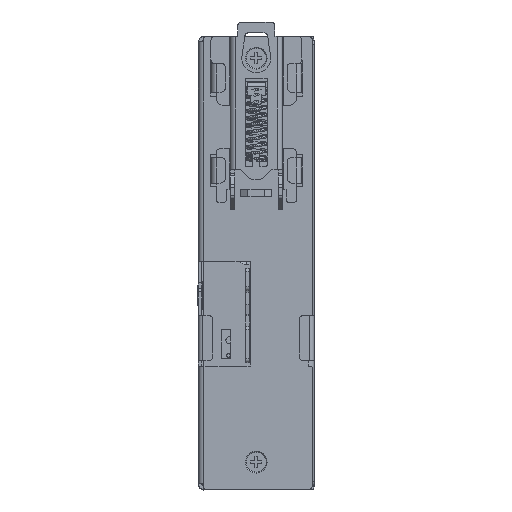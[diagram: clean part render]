
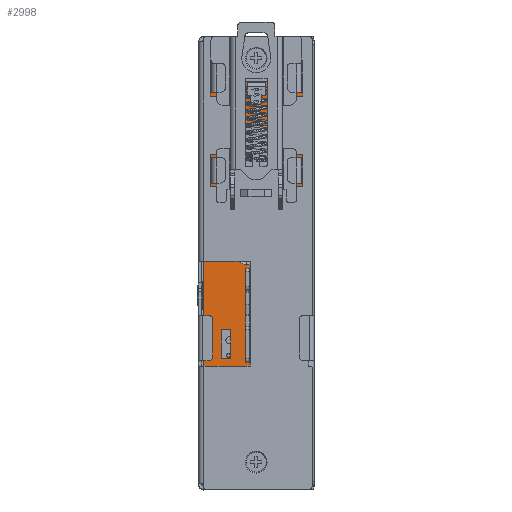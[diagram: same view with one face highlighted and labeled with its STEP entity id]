
A CAD part, top view. The second image highlights one B-rep face of the part: STEP entity #2998.
In plain terms, the highlighted face is planar.
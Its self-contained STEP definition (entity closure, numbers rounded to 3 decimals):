
#475=DIRECTION('',(0.,-1.,0.));
#476=VECTOR('',#475,120.8);
#477=CARTESIAN_POINT('',(-51.9,60.4,2.));
#478=LINE('',#477,#476);
#1189=DIRECTION('',(0.,-1.,0.));
#1190=VECTOR('',#1189,12.2);
#1191=CARTESIAN_POINT('',(-51.9,45.795,6.7));
#1192=LINE('',#1191,#1190);
#1196=DIRECTION('',(0.,0.,1.));
#1197=VECTOR('',#1196,1.8);
#1198=CARTESIAN_POINT('',(-51.9,45.795,4.9));
#1199=LINE('',#1198,#1197);
#1203=DIRECTION('',(0.,1.,0.));
#1204=VECTOR('',#1203,12.2);
#1205=CARTESIAN_POINT('',(-51.9,33.595,4.9));
#1206=LINE('',#1205,#1204);
#1210=DIRECTION('',(0.,0.,-1.));
#1211=VECTOR('',#1210,1.8);
#1212=CARTESIAN_POINT('',(-51.9,33.595,6.7));
#1213=LINE('',#1212,#1211);
#1217=DIRECTION('',(0.,-1.,0.));
#1218=VECTOR('',#1217,6.2);
#1219=CARTESIAN_POINT('',(-51.9,-33.605,6.7));
#1220=LINE('',#1219,#1218);
#1224=DIRECTION('',(0.,0.,1.));
#1225=VECTOR('',#1224,1.8);
#1226=CARTESIAN_POINT('',(-51.9,-33.605,4.9));
#1227=LINE('',#1226,#1225);
#1231=DIRECTION('',(0.,1.,0.));
#1232=VECTOR('',#1231,6.2);
#1233=CARTESIAN_POINT('',(-51.9,-39.805,4.9));
#1234=LINE('',#1233,#1232);
#1238=DIRECTION('',(0.,0.,-1.));
#1239=VECTOR('',#1238,1.8);
#1240=CARTESIAN_POINT('',(-51.9,-39.805,6.7));
#1241=LINE('',#1240,#1239);
#1245=CARTESIAN_POINT('',(-51.9,-56.5,16.));
#1246=DIRECTION('',(-1.,0.,0.));
#1247=DIRECTION('',(0.,0.,-1.));
#1248=AXIS2_PLACEMENT_3D('',#1245,#1246,#1247);
#1253=CARTESIAN_POINT('',(-51.9,-56.5,16.));
#1254=DIRECTION('',(-1.,0.,0.));
#1255=DIRECTION('',(0.,0.,1.));
#1256=AXIS2_PLACEMENT_3D('',#1253,#1254,#1255);
#1261=CARTESIAN_POINT('',(-51.9,55.,16.));
#1262=DIRECTION('',(-1.,0.,0.));
#1263=DIRECTION('',(0.,0.,-1.));
#1264=AXIS2_PLACEMENT_3D('',#1261,#1262,#1263);
#1269=CARTESIAN_POINT('',(-51.9,55.,16.));
#1270=DIRECTION('',(-1.,0.,0.));
#1271=DIRECTION('',(0.,0.,1.));
#1272=AXIS2_PLACEMENT_3D('',#1269,#1270,#1271);
#1277=CARTESIAN_POINT('',(-51.9,-2.85,18.6));
#1278=DIRECTION('',(1.,0.,0.));
#1279=DIRECTION('',(0.,-1.,0.));
#1280=AXIS2_PLACEMENT_3D('',#1277,#1278,#1279);
#1285=CARTESIAN_POINT('',(-51.9,-2.85,18.6));
#1286=DIRECTION('',(1.,0.,0.));
#1287=DIRECTION('',(0.,1.,0.));
#1288=AXIS2_PLACEMENT_3D('',#1285,#1286,#1287);
#1293=DIRECTION('',(0.,0.,-1.));
#1294=VECTOR('',#1293,2.5);
#1295=CARTESIAN_POINT('',(-51.9,18.4,25.5));
#1296=LINE('',#1295,#1294);
#1300=DIRECTION('',(0.,-1.,0.));
#1301=VECTOR('',#1300,8.);
#1302=CARTESIAN_POINT('',(-51.9,26.4,25.5));
#1303=LINE('',#1302,#1301);
#1307=DIRECTION('',(0.,0.,-1.));
#1308=VECTOR('',#1307,2.5);
#1309=CARTESIAN_POINT('',(-51.9,26.4,25.5));
#1310=LINE('',#1309,#1308);
#1314=DIRECTION('',(0.,1.,0.));
#1315=VECTOR('',#1314,8.);
#1316=CARTESIAN_POINT('',(-51.9,18.4,23.));
#1317=LINE('',#1316,#1315);
#1321=CARTESIAN_POINT('',(-51.9,-59.4,22.086));
#1322=DIRECTION('',(-1.,0.,0.));
#1323=DIRECTION('',(0.,-1.,0.));
#1324=AXIS2_PLACEMENT_3D('',#1321,#1322,#1323);
#1329=DIRECTION('',(0.,0.,1.));
#1330=VECTOR('',#1329,20.086);
#1331=CARTESIAN_POINT('',(-51.9,-60.4,2.));
#1332=LINE('',#1331,#1330);
#1336=DIRECTION('',(0.,0.,1.));
#1337=VECTOR('',#1336,20.086);
#1338=CARTESIAN_POINT('',(-51.9,60.4,2.));
#1339=LINE('',#1338,#1337);
#1343=CARTESIAN_POINT('',(-51.9,59.4,22.086));
#1344=DIRECTION('',(-1.,0.,0.));
#1345=DIRECTION('',(0.,0.707,0.707));
#1346=AXIS2_PLACEMENT_3D('',#1343,#1344,#1345);
#1351=DIRECTION('',(0.,0.707,-0.707));
#1352=VECTOR('',#1351,10.485);
#1353=CARTESIAN_POINT('',(-51.9,52.693,30.207));
#1354=LINE('',#1353,#1352);
#1358=CARTESIAN_POINT('',(-51.9,51.986,29.5));
#1359=DIRECTION('',(-1.,0.,0.));
#1360=DIRECTION('',(0.,0.,1.));
#1361=AXIS2_PLACEMENT_3D('',#1358,#1359,#1360);
#1366=DIRECTION('',(0.,1.,0.));
#1367=VECTOR('',#1366,103.972);
#1368=CARTESIAN_POINT('',(-51.9,-51.986,30.5));
#1369=LINE('',#1368,#1367);
#1373=CARTESIAN_POINT('',(-51.9,-51.986,29.5));
#1374=DIRECTION('',(-1.,0.,0.));
#1375=DIRECTION('',(0.,-0.707,0.707));
#1376=AXIS2_PLACEMENT_3D('',#1373,#1374,#1375);
#1381=DIRECTION('',(0.,0.707,0.707));
#1382=VECTOR('',#1381,10.485);
#1383=CARTESIAN_POINT('',(-51.9,-60.107,22.793));
#1384=LINE('',#1383,#1382);
#1570=CARTESIAN_POINT('',(-51.9,-6.1,18.6));
#1571=CARTESIAN_POINT('',(-51.9,0.4,18.6));
#1572=VERTEX_POINT('',#1570);
#1573=VERTEX_POINT('',#1571);
#1578=CARTESIAN_POINT('',(-51.9,45.795,6.7));
#1579=CARTESIAN_POINT('',(-51.9,33.595,6.7));
#1580=VERTEX_POINT('',#1578);
#1581=VERTEX_POINT('',#1579);
#1582=CARTESIAN_POINT('',(-51.9,33.595,4.9));
#1583=VERTEX_POINT('',#1582);
#1584=CARTESIAN_POINT('',(-51.9,45.795,4.9));
#1585=VERTEX_POINT('',#1584);
#1586=CARTESIAN_POINT('',(-51.9,-33.605,6.7));
#1587=CARTESIAN_POINT('',(-51.9,-39.805,6.7));
#1588=VERTEX_POINT('',#1586);
#1589=VERTEX_POINT('',#1587);
#1590=CARTESIAN_POINT('',(-51.9,-39.805,4.9));
#1591=VERTEX_POINT('',#1590);
#1592=CARTESIAN_POINT('',(-51.9,-33.605,4.9));
#1593=VERTEX_POINT('',#1592);
#1618=CARTESIAN_POINT('',(-51.9,-56.5,13.85));
#1619=CARTESIAN_POINT('',(-51.9,-56.5,18.15));
#1620=VERTEX_POINT('',#1618);
#1621=VERTEX_POINT('',#1619);
#1622=CARTESIAN_POINT('',(-51.9,55.,13.85));
#1623=CARTESIAN_POINT('',(-51.9,55.,18.15));
#1624=VERTEX_POINT('',#1622);
#1625=VERTEX_POINT('',#1623);
#1738=CARTESIAN_POINT('',(-51.9,18.4,25.5));
#1739=CARTESIAN_POINT('',(-51.9,18.4,23.));
#1740=VERTEX_POINT('',#1738);
#1741=VERTEX_POINT('',#1739);
#1742=CARTESIAN_POINT('',(-51.9,26.4,23.));
#1743=VERTEX_POINT('',#1742);
#1744=CARTESIAN_POINT('',(-51.9,26.4,25.5));
#1745=VERTEX_POINT('',#1744);
#1754=CARTESIAN_POINT('',(-51.9,60.4,2.));
#1755=CARTESIAN_POINT('',(-51.9,-60.4,2.));
#1756=VERTEX_POINT('',#1754);
#1757=VERTEX_POINT('',#1755);
#1762=CARTESIAN_POINT('',(-51.9,-60.4,22.086));
#1763=CARTESIAN_POINT('',(-51.9,-60.107,22.793));
#1764=VERTEX_POINT('',#1762);
#1765=VERTEX_POINT('',#1763);
#1774=CARTESIAN_POINT('',(-51.9,-52.693,30.207));
#1775=VERTEX_POINT('',#1774);
#1776=CARTESIAN_POINT('',(-51.9,-51.986,30.5));
#1777=VERTEX_POINT('',#1776);
#1794=CARTESIAN_POINT('',(-51.9,51.986,30.5));
#1795=CARTESIAN_POINT('',(-51.9,52.693,30.207));
#1796=VERTEX_POINT('',#1794);
#1797=VERTEX_POINT('',#1795);
#1806=CARTESIAN_POINT('',(-51.9,60.107,22.793));
#1807=VERTEX_POINT('',#1806);
#1808=CARTESIAN_POINT('',(-51.9,60.4,22.086));
#1809=VERTEX_POINT('',#1808);
#2925=CARTESIAN_POINT('',(-51.9,-61.4,0.));
#2926=DIRECTION('',(-1.,0.,0.));
#2927=DIRECTION('',(0.,-1.,0.));
#2928=AXIS2_PLACEMENT_3D('',#2925,#2926,#2927);
#2929=PLANE('',#2928);
#2931=ORIENTED_EDGE('',*,*,#2930,.F.);
#2933=ORIENTED_EDGE('',*,*,#2932,.F.);
#2934=ORIENTED_EDGE('',*,*,#2016,.F.);
#2936=ORIENTED_EDGE('',*,*,#2935,.T.);
#2938=ORIENTED_EDGE('',*,*,#2937,.F.);
#2940=ORIENTED_EDGE('',*,*,#2939,.F.);
#2942=ORIENTED_EDGE('',*,*,#2941,.F.);
#2944=ORIENTED_EDGE('',*,*,#2943,.F.);
#2946=ORIENTED_EDGE('',*,*,#2945,.F.);
#2948=ORIENTED_EDGE('',*,*,#2947,.F.);
#2949=EDGE_LOOP('',(#2931,#2933,#2934,#2936,#2938,#2940,#2942,#2944,#2946,
#2948));
#2950=FACE_OUTER_BOUND('',#2949,.F.);
#2951=ORIENTED_EDGE('',*,*,#2908,.F.);
#2953=ORIENTED_EDGE('',*,*,#2952,.F.);
#2955=ORIENTED_EDGE('',*,*,#2954,.F.);
#2957=ORIENTED_EDGE('',*,*,#2956,.F.);
#2958=EDGE_LOOP('',(#2951,#2953,#2955,#2957));
#2959=FACE_BOUND('',#2958,.F.);
#2961=ORIENTED_EDGE('',*,*,#2960,.T.);
#2963=ORIENTED_EDGE('',*,*,#2962,.T.);
#2964=EDGE_LOOP('',(#2961,#2963));
#2965=FACE_BOUND('',#2964,.F.);
#2967=ORIENTED_EDGE('',*,*,#2966,.T.);
#2969=ORIENTED_EDGE('',*,*,#2968,.T.);
#2970=EDGE_LOOP('',(#2967,#2969));
#2971=FACE_BOUND('',#2970,.F.);
#2973=ORIENTED_EDGE('',*,*,#2972,.F.);
#2975=ORIENTED_EDGE('',*,*,#2974,.F.);
#2976=EDGE_LOOP('',(#2973,#2975));
#2977=FACE_BOUND('',#2976,.F.);
#2979=ORIENTED_EDGE('',*,*,#2978,.F.);
#2981=ORIENTED_EDGE('',*,*,#2980,.F.);
#2983=ORIENTED_EDGE('',*,*,#2982,.T.);
#2985=ORIENTED_EDGE('',*,*,#2984,.F.);
#2986=EDGE_LOOP('',(#2979,#2981,#2983,#2985));
#2987=FACE_BOUND('',#2986,.F.);
#2989=ORIENTED_EDGE('',*,*,#2988,.F.);
#2991=ORIENTED_EDGE('',*,*,#2990,.F.);
#2993=ORIENTED_EDGE('',*,*,#2992,.F.);
#2995=ORIENTED_EDGE('',*,*,#2994,.F.);
#2996=EDGE_LOOP('',(#2989,#2991,#2993,#2995));
#2997=FACE_BOUND('',#2996,.F.);
#2998=ADVANCED_FACE('',(#2950,#2959,#2965,#2971,#2977,#2987,#2997),#2929,.T.);
#1249=CIRCLE('',#1248,2.15);
#1257=CIRCLE('',#1256,2.15);
#1265=CIRCLE('',#1264,2.15);
#1273=CIRCLE('',#1272,2.15);
#1281=CIRCLE('',#1280,3.25);
#1289=CIRCLE('',#1288,3.25);
#1325=CIRCLE('',#1324,1.);
#1347=CIRCLE('',#1346,1.);
#1362=CIRCLE('',#1361,1.);
#1377=CIRCLE('',#1376,1.);
#2016=EDGE_CURVE('',#1756,#1757,#478,.T.);
#2908=EDGE_CURVE('',#1588,#1589,#1220,.T.);
#2930=EDGE_CURVE('',#1764,#1765,#1325,.T.);
#2932=EDGE_CURVE('',#1757,#1764,#1332,.T.);
#2935=EDGE_CURVE('',#1756,#1809,#1339,.T.);
#2937=EDGE_CURVE('',#1807,#1809,#1347,.T.);
#2939=EDGE_CURVE('',#1797,#1807,#1354,.T.);
#2941=EDGE_CURVE('',#1796,#1797,#1362,.T.);
#2943=EDGE_CURVE('',#1777,#1796,#1369,.T.);
#2945=EDGE_CURVE('',#1775,#1777,#1377,.T.);
#2947=EDGE_CURVE('',#1765,#1775,#1384,.T.);
#2952=EDGE_CURVE('',#1593,#1588,#1227,.T.);
#2954=EDGE_CURVE('',#1591,#1593,#1234,.T.);
#2956=EDGE_CURVE('',#1589,#1591,#1241,.T.);
#2960=EDGE_CURVE('',#1620,#1621,#1249,.T.);
#2962=EDGE_CURVE('',#1621,#1620,#1257,.T.);
#2966=EDGE_CURVE('',#1624,#1625,#1265,.T.);
#2968=EDGE_CURVE('',#1625,#1624,#1273,.T.);
#2972=EDGE_CURVE('',#1572,#1573,#1281,.T.);
#2974=EDGE_CURVE('',#1573,#1572,#1289,.T.);
#2978=EDGE_CURVE('',#1740,#1741,#1296,.T.);
#2980=EDGE_CURVE('',#1745,#1740,#1303,.T.);
#2982=EDGE_CURVE('',#1745,#1743,#1310,.T.);
#2984=EDGE_CURVE('',#1741,#1743,#1317,.T.);
#2988=EDGE_CURVE('',#1580,#1581,#1192,.T.);
#2990=EDGE_CURVE('',#1585,#1580,#1199,.T.);
#2992=EDGE_CURVE('',#1583,#1585,#1206,.T.);
#2994=EDGE_CURVE('',#1581,#1583,#1213,.T.);
